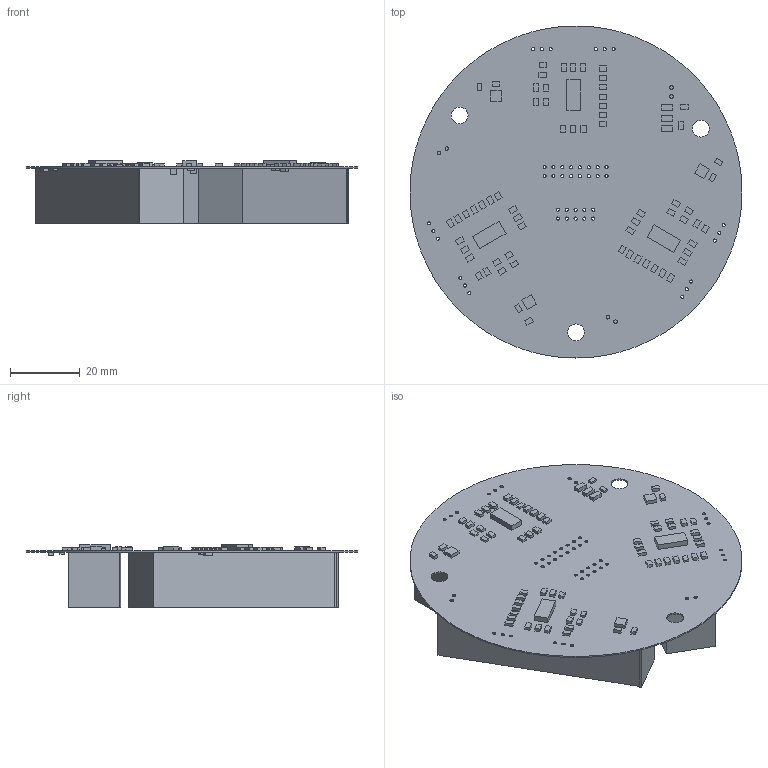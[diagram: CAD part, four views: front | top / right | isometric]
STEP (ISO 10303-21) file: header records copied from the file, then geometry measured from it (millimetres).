
FILE_DESCRIPTION(('Open CASCADE Model'),'2;1');
FILE_NAME('Open CASCADE Shape Model','2015-04-16T23:44:24',('Author'),( 'Open CASCADE'),'Open CASCADE STEP processor 6.5','Open CASCADE 6.5' ,'Unknown');
FILE_SCHEMA(('AUTOMOTIVE_DESIGN { 1 0 10303 214 1 1 1 1 }'));
Length unit declared in the file: millimetre
Products named in the file (172): PCB; Board; VR; 985299776; Extruded; C3; 985299904; C2; 996248240; C1; 985300288; H1; 556232848; 985298240; H2; 985298880; 463785872; H3; 985298624; 985299264; CG_1; 996244784; CG_2; 996247472; CG_3; 996247728; R3; 996248752; RG_1; 996244400; RG_2; RG_3; 996248496; R1; 996246192; R2; RFB3; RFB2; L5_3; 996248368 ...
Assembly tree (221 placements, depth 4):
  PCB
    Board
    VR
      985299776
        Extruded
    C3
      985299904
        Extruded
    C2
      996248240
        Extruded
    C1
      985300288
        Extruded
    H1
      556232848
        Extruded
      985298240
        Extruded
    H2
      985298880
        Extruded
      463785872
        Extruded
    H3
      985298624
        Extruded
      985299264
        Extruded
    CG_1
      996244784
        Extruded
    CG_2
      996247472
        Extruded
    CG_3
      996247728
        Extruded
    R3
      996248752
        Extruded
    RG_1
      996244400
        Extruded
    RG_2
      996248752
        Extruded
    RG_3
      996248496
        Extruded
    R1
      996246192
        Extruded
    R2
      996248752
        Extruded
    RFB3
      996248496
        Extruded
    RFB2
Bounding box: 95.27 x 95.27 x 18.03 mm (x, y, z)
Volume: 44496.7 mm3; surface area: 29442.6 mm2
Topology: 92 solids, 92 shells, 745 faces, 1683 edges, 1122 vertices
Faces by surface type: plane 692, cylinder 53
Full cylindrical faces by diameter (mm): 0.9 x44, 1.016 x6, 4.826 x3
Entity records: 31302 total; most frequent: CARTESIAN_POINT 5274, DIRECTION 4583, LINE 3037, VECTOR 3037, ORIENTED_EDGE 2166, PCURVE 2166, DEFINITIONAL_REPRESENTATION 2166, EDGE_CURVE 1083
